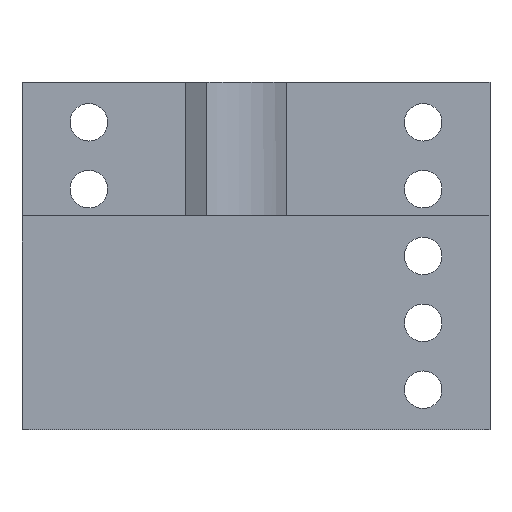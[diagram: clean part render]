
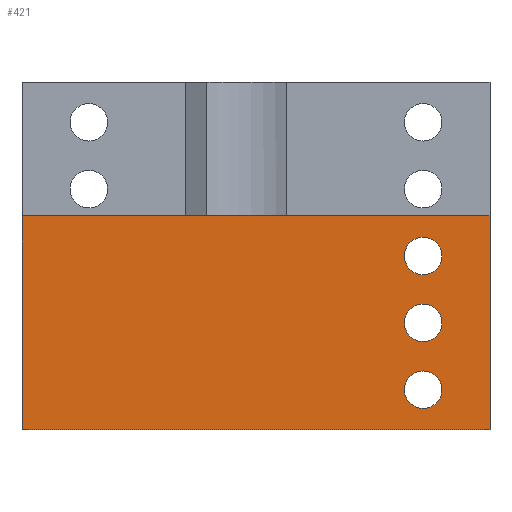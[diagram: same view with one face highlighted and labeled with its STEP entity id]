
A CAD part, left-side view. The second image highlights one B-rep face of the part: STEP entity #421.
In plain terms, the highlighted planar face has unit normal (-1, 0, 0).
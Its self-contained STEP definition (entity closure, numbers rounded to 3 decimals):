
#21=FACE_BOUND('',#75,.T.);
#22=FACE_BOUND('',#76,.T.);
#23=FACE_BOUND('',#77,.T.);
#35=PLANE('',#466);
#51=FACE_OUTER_BOUND('',#74,.T.);
#74=EDGE_LOOP('',(#319,#320,#321,#322));
#75=EDGE_LOOP('',(#323));
#76=EDGE_LOOP('',(#324));
#77=EDGE_LOOP('',(#325));
#112=LINE('',#656,#152);
#114=LINE('',#660,#154);
#115=LINE('',#662,#155);
#116=LINE('',#663,#156);
#152=VECTOR('',#533,10.);
#154=VECTOR('',#537,10.);
#155=VECTOR('',#538,10.);
#156=VECTOR('',#539,10.);
#183=CIRCLE('',#454,1.4);
#185=CIRCLE('',#457,1.4);
#187=CIRCLE('',#460,1.4);
#200=VERTEX_POINT('',#618);
#202=VERTEX_POINT('',#624);
#204=VERTEX_POINT('',#630);
#214=VERTEX_POINT('',#653);
#215=VERTEX_POINT('',#655);
#216=VERTEX_POINT('',#659);
#217=VERTEX_POINT('',#661);
#239=EDGE_CURVE('',#200,#200,#183,.T.);
#242=EDGE_CURVE('',#202,#202,#185,.T.);
#245=EDGE_CURVE('',#204,#204,#187,.T.);
#256=EDGE_CURVE('',#215,#214,#112,.T.);
#258=EDGE_CURVE('',#214,#216,#114,.T.);
#259=EDGE_CURVE('',#216,#217,#115,.T.);
#260=EDGE_CURVE('',#215,#217,#116,.T.);
#319=ORIENTED_EDGE('',*,*,#256,.T.);
#320=ORIENTED_EDGE('',*,*,#258,.T.);
#321=ORIENTED_EDGE('',*,*,#259,.T.);
#322=ORIENTED_EDGE('',*,*,#260,.F.);
#323=ORIENTED_EDGE('',*,*,#239,.T.);
#324=ORIENTED_EDGE('',*,*,#242,.T.);
#325=ORIENTED_EDGE('',*,*,#245,.T.);
#421=ADVANCED_FACE('',(#51,#21,#22,#23),#35,.T.);
#454=AXIS2_PLACEMENT_3D('',#620,#500,#501);
#457=AXIS2_PLACEMENT_3D('',#626,#507,#508);
#460=AXIS2_PLACEMENT_3D('',#632,#514,#515);
#466=AXIS2_PLACEMENT_3D('',#658,#535,#536);
#500=DIRECTION('center_axis',(1.,0.,0.));
#501=DIRECTION('ref_axis',(0.,1.,0.));
#507=DIRECTION('center_axis',(1.,0.,0.));
#508=DIRECTION('ref_axis',(0.,1.,0.));
#514=DIRECTION('center_axis',(1.,0.,0.));
#515=DIRECTION('ref_axis',(0.,1.,0.));
#533=DIRECTION('',(0.,1.,0.));
#535=DIRECTION('center_axis',(-1.,0.,0.));
#536=DIRECTION('ref_axis',(0.,-1.,0.));
#537=DIRECTION('',(0.,0.,-1.));
#538=DIRECTION('',(0.,-1.,0.));
#539=DIRECTION('',(0.,0.,-1.));
#618=CARTESIAN_POINT('',(-7.5,0.1,5.));
#620=CARTESIAN_POINT('Origin',(-7.5,1.5,5.));
#624=CARTESIAN_POINT('',(-7.5,0.1,0.));
#626=CARTESIAN_POINT('Origin',(-7.5,1.5,0.));
#630=CARTESIAN_POINT('',(-7.5,0.1,-5.));
#632=CARTESIAN_POINT('Origin',(-7.5,1.5,-5.));
#653=CARTESIAN_POINT('',(-7.5,31.5,8.));
#655=CARTESIAN_POINT('',(-7.5,-3.5,8.));
#656=CARTESIAN_POINT('',(-7.5,7.5,8.));
#658=CARTESIAN_POINT('Origin',(-7.5,7.5,0.));
#659=CARTESIAN_POINT('',(-7.5,31.5,-8.));
#660=CARTESIAN_POINT('',(-7.5,31.5,8.));
#661=CARTESIAN_POINT('',(-7.5,-3.5,-8.));
#662=CARTESIAN_POINT('',(-7.5,7.,-8.));
#663=CARTESIAN_POINT('',(-7.5,-3.5,4.));
